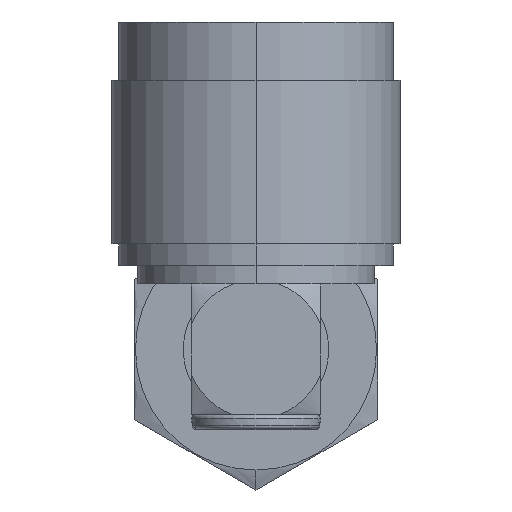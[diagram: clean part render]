
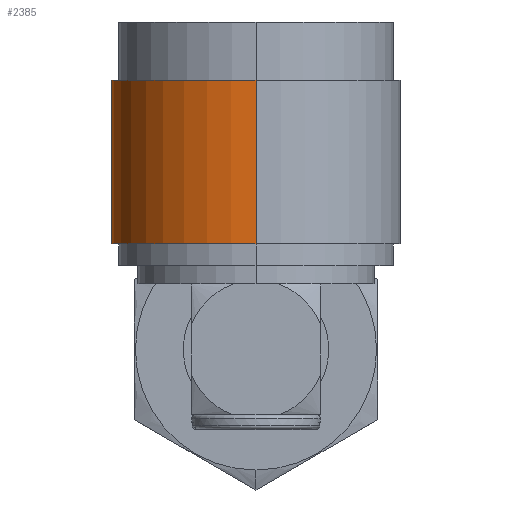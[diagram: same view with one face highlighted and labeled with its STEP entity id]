
A CAD part, left-side view. The second image highlights one B-rep face of the part: STEP entity #2385.
In plain terms, the highlighted cylindrical face has radius 10.058 mm (diameter 20.116 mm), a partial arc.
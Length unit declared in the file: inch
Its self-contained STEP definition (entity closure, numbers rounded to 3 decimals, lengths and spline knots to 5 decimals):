
#217 = DIRECTION ( 'NONE',  ( 0., -1., 0. ) ) ;
#1703 = AXIS2_PLACEMENT_3D ( 'NONE', #7696, #217, #15120 ) ;
#2041 = VERTEX_POINT ( 'NONE', #15345 ) ;
#2176 = ORIENTED_EDGE ( 'NONE', *, *, #8306, .T. ) ;
#2385 = ADVANCED_FACE ( 'NONE', ( #3559 ), #15029, .T. ) ;
#2590 = ORIENTED_EDGE ( 'NONE', *, *, #10478, .F. ) ;
#3559 = FACE_OUTER_BOUND ( 'NONE', #5021, .T. ) ;
#4116 = CIRCLE ( 'NONE', #11234, 0.39599 ) ;
#4152 = DIRECTION ( 'NONE',  ( 0., -1., 0. ) ) ;
#4159 = DIRECTION ( 'NONE',  ( 0., -1., 0. ) ) ;
#4433 = AXIS2_PLACEMENT_3D ( 'NONE', #11508, #4152, #9030 ) ;
#4485 = CARTESIAN_POINT ( 'NONE',  ( 0., -0.11, 0.39599 ) ) ;
#4655 = VERTEX_POINT ( 'NONE', #6567 ) ;
#4688 = VECTOR ( 'NONE', #13469, 39.37008 ) ;
#5021 = EDGE_LOOP ( 'NONE', ( #5549, #2176, #2590, #12713 ) ) ;
#5239 = EDGE_CURVE ( 'NONE', #2041, #4655, #13802, .T. ) ;
#5470 = CARTESIAN_POINT ( 'NONE',  ( 0., -0.74, 0. ) ) ;
#5549 = ORIENTED_EDGE ( 'NONE', *, *, #5239, .T. ) ;
#6567 = CARTESIAN_POINT ( 'NONE',  ( 0., -0.29, 0.39599 ) ) ;
#7402 = VERTEX_POINT ( 'NONE', #13947 ) ;
#7504 = LINE ( 'NONE', #4485, #13314 ) ;
#7696 = CARTESIAN_POINT ( 'NONE',  ( 0., -0.11, 0. ) ) ;
#8169 = CARTESIAN_POINT ( 'NONE',  ( 0., -0.11, -0.39599 ) ) ;
#8306 = EDGE_CURVE ( 'NONE', #4655, #7402, #7504, .T. ) ;
#8334 = DIRECTION ( 'NONE',  ( 0., -1., 0. ) ) ;
#9030 = DIRECTION ( 'NONE',  ( 0., 0., -1. ) ) ;
#10268 = DIRECTION ( 'NONE',  ( 0., 0., -1. ) ) ;
#10478 = EDGE_CURVE ( 'NONE', #13472, #7402, #4116, .T. ) ;
#10676 = EDGE_CURVE ( 'NONE', #2041, #13472, #15187, .T. ) ;
#11234 = AXIS2_PLACEMENT_3D ( 'NONE', #5470, #4159, #10268 ) ;
#11508 = CARTESIAN_POINT ( 'NONE',  ( 0., -0.29, 0. ) ) ;
#12713 = ORIENTED_EDGE ( 'NONE', *, *, #10676, .F. ) ;
#13314 = VECTOR ( 'NONE', #8334, 39.37008 ) ;
#13469 = DIRECTION ( 'NONE',  ( 0., -1., 0. ) ) ;
#13472 = VERTEX_POINT ( 'NONE', #15762 ) ;
#13802 = CIRCLE ( 'NONE', #4433, 0.39599 ) ;
#13947 = CARTESIAN_POINT ( 'NONE',  ( 0., -0.74, 0.39599 ) ) ;
#15029 = CYLINDRICAL_SURFACE ( 'NONE', #1703, 0.39599 ) ;
#15120 = DIRECTION ( 'NONE',  ( 0., 0., -1. ) ) ;
#15187 = LINE ( 'NONE', #8169, #4688 ) ;
#15345 = CARTESIAN_POINT ( 'NONE',  ( 0., -0.29, -0.39599 ) ) ;
#15762 = CARTESIAN_POINT ( 'NONE',  ( 0., -0.74, -0.39599 ) ) ;
